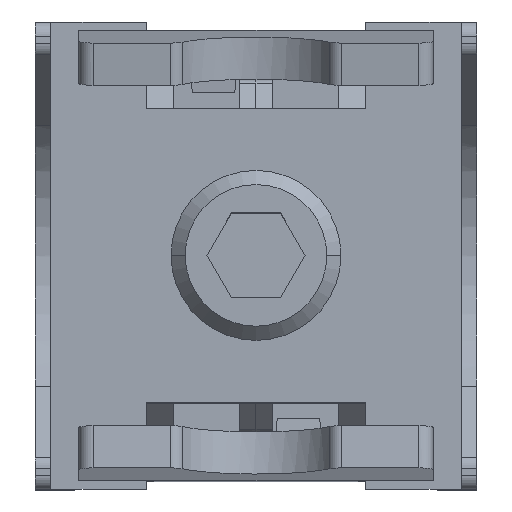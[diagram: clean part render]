
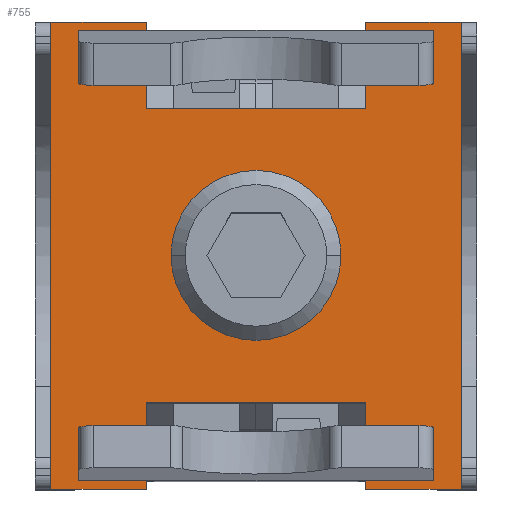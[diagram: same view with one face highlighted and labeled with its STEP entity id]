
A CAD part, top view. The second image highlights one B-rep face of the part: STEP entity #755.
In plain terms, the highlighted planar face has unit normal (0, 0, 1).
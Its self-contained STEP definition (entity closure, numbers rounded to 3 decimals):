
#423=AXIS2_PLACEMENT_3D('Circle Axis2P3D',#421,#422,$) ;
#475=AXIS2_PLACEMENT_3D('Circle Axis2P3D',#473,#474,$) ;
#665=AXIS2_PLACEMENT_3D('Plane Axis2P3D',#662,#663,#664) ;
#418=CARTESIAN_POINT('Vertex',(2.637,-4.827,3.)) ;
#421=CARTESIAN_POINT('Axis2P3D Location',(0.,0.,3.)) ;
#425=CARTESIAN_POINT('Vertex',(-2.637,4.827,3.)) ;
#473=CARTESIAN_POINT('Axis2P3D Location',(0.,0.,3.)) ;
#523=CARTESIAN_POINT('Vertex',(-10.4,-7.75,3.)) ;
#530=CARTESIAN_POINT('Vertex',(-16.5,-7.75,3.)) ;
#533=CARTESIAN_POINT('Line Origine',(-13.45,-7.75,3.)) ;
#550=CARTESIAN_POINT('Line Origine',(-10.4,0.,3.)) ;
#554=CARTESIAN_POINT('Vertex',(-10.4,7.75,3.)) ;
#573=CARTESIAN_POINT('Vertex',(16.5,-7.75,3.)) ;
#580=CARTESIAN_POINT('Vertex',(10.4,-7.75,3.)) ;
#583=CARTESIAN_POINT('Line Origine',(13.45,-7.75,3.)) ;
#604=CARTESIAN_POINT('Vertex',(10.4,7.75,3.)) ;
#607=CARTESIAN_POINT('Line Origine',(10.4,0.,3.)) ;
#624=CARTESIAN_POINT('Line Origine',(13.45,7.75,3.)) ;
#628=CARTESIAN_POINT('Vertex',(16.5,7.75,3.)) ;
#643=CARTESIAN_POINT('Line Origine',(-13.45,7.75,3.)) ;
#647=CARTESIAN_POINT('Vertex',(-16.5,7.75,3.)) ;
#662=CARTESIAN_POINT('Axis2P3D Location',(0.,-7.5,3.)) ;
#667=CARTESIAN_POINT('Line Origine',(16.5,-9.625,3.)) ;
#671=CARTESIAN_POINT('Vertex',(16.5,-11.5,3.)) ;
#674=CARTESIAN_POINT('Line Origine',(16.5,9.625,3.)) ;
#678=CARTESIAN_POINT('Vertex',(16.5,11.5,3.)) ;
#681=CARTESIAN_POINT('Line Origine',(16.5,13.,3.)) ;
#685=CARTESIAN_POINT('Vertex',(16.5,14.5,3.)) ;
#688=CARTESIAN_POINT('Line Origine',(0.,14.5,3.)) ;
#692=CARTESIAN_POINT('Vertex',(-16.5,14.5,3.)) ;
#695=CARTESIAN_POINT('Line Origine',(-16.5,13.,3.)) ;
#699=CARTESIAN_POINT('Vertex',(-16.5,11.5,3.)) ;
#702=CARTESIAN_POINT('Line Origine',(-16.5,9.625,3.)) ;
#707=CARTESIAN_POINT('Line Origine',(-16.5,-9.625,3.)) ;
#711=CARTESIAN_POINT('Vertex',(-16.5,-11.5,3.)) ;
#714=CARTESIAN_POINT('Line Origine',(-16.5,-13.,3.)) ;
#718=CARTESIAN_POINT('Vertex',(-16.5,-14.5,3.)) ;
#721=CARTESIAN_POINT('Line Origine',(0.,-14.5,3.)) ;
#725=CARTESIAN_POINT('Vertex',(16.5,-14.5,3.)) ;
#728=CARTESIAN_POINT('Line Origine',(16.5,-13.,3.)) ;
#422=DIRECTION('Axis2P3D Direction',(0.,0.,1.)) ;
#474=DIRECTION('Axis2P3D Direction',(0.,0.,1.)) ;
#534=DIRECTION('Vector Direction',(1.,0.,0.)) ;
#551=DIRECTION('Vector Direction',(0.,-1.,0.)) ;
#584=DIRECTION('Vector Direction',(1.,0.,0.)) ;
#608=DIRECTION('Vector Direction',(0.,-1.,0.)) ;
#625=DIRECTION('Vector Direction',(1.,0.,0.)) ;
#644=DIRECTION('Vector Direction',(1.,0.,0.)) ;
#663=DIRECTION('Axis2P3D Direction',(0.,0.,1.)) ;
#664=DIRECTION('Axis2P3D XDirection',(1.,0.,0.)) ;
#668=DIRECTION('Vector Direction',(0.,1.,0.)) ;
#675=DIRECTION('Vector Direction',(0.,1.,0.)) ;
#682=DIRECTION('Vector Direction',(0.,1.,0.)) ;
#689=DIRECTION('Vector Direction',(-1.,0.,0.)) ;
#696=DIRECTION('Vector Direction',(0.,-1.,0.)) ;
#703=DIRECTION('Vector Direction',(0.,-1.,0.)) ;
#708=DIRECTION('Vector Direction',(0.,-1.,0.)) ;
#715=DIRECTION('Vector Direction',(0.,-1.,0.)) ;
#722=DIRECTION('Vector Direction',(-1.,0.,0.)) ;
#729=DIRECTION('Vector Direction',(0.,1.,0.)) ;
#535=VECTOR('Line Direction',#534,1.) ;
#552=VECTOR('Line Direction',#551,1.) ;
#585=VECTOR('Line Direction',#584,1.) ;
#609=VECTOR('Line Direction',#608,1.) ;
#626=VECTOR('Line Direction',#625,1.) ;
#645=VECTOR('Line Direction',#644,1.) ;
#669=VECTOR('Line Direction',#668,1.) ;
#676=VECTOR('Line Direction',#675,1.) ;
#683=VECTOR('Line Direction',#682,1.) ;
#690=VECTOR('Line Direction',#689,1.) ;
#697=VECTOR('Line Direction',#696,1.) ;
#704=VECTOR('Line Direction',#703,1.) ;
#709=VECTOR('Line Direction',#708,1.) ;
#716=VECTOR('Line Direction',#715,1.) ;
#723=VECTOR('Line Direction',#722,1.) ;
#730=VECTOR('Line Direction',#729,1.) ;
#734=ORIENTED_EDGE('',*,*,#673,.T.) ;
#735=ORIENTED_EDGE('',*,*,#587,.T.) ;
#736=ORIENTED_EDGE('',*,*,#611,.F.) ;
#737=ORIENTED_EDGE('',*,*,#630,.F.) ;
#738=ORIENTED_EDGE('',*,*,#680,.F.) ;
#739=ORIENTED_EDGE('',*,*,#687,.T.) ;
#740=ORIENTED_EDGE('',*,*,#694,.F.) ;
#741=ORIENTED_EDGE('',*,*,#701,.F.) ;
#742=ORIENTED_EDGE('',*,*,#706,.F.) ;
#743=ORIENTED_EDGE('',*,*,#649,.F.) ;
#744=ORIENTED_EDGE('',*,*,#556,.F.) ;
#745=ORIENTED_EDGE('',*,*,#537,.T.) ;
#746=ORIENTED_EDGE('',*,*,#713,.T.) ;
#747=ORIENTED_EDGE('',*,*,#720,.T.) ;
#748=ORIENTED_EDGE('',*,*,#727,.T.) ;
#749=ORIENTED_EDGE('',*,*,#732,.F.) ;
#752=ORIENTED_EDGE('',*,*,#477,.F.) ;
#753=ORIENTED_EDGE('',*,*,#427,.F.) ;
#754=FACE_BOUND('',#751,.T.) ;
#755=ADVANCED_FACE('Hauptkoerper nicht benutzen',(#750,#754),#666,.T.) ;
#424=CIRCLE('generated circle',#423,5.5) ;
#476=CIRCLE('generated circle',#475,5.5) ;
#427=EDGE_CURVE('',#419,#426,#424,.T.) ;
#477=EDGE_CURVE('',#426,#419,#476,.T.) ;
#537=EDGE_CURVE('',#524,#531,#536,.F.) ;
#556=EDGE_CURVE('',#524,#555,#553,.F.) ;
#587=EDGE_CURVE('',#574,#581,#586,.F.) ;
#611=EDGE_CURVE('',#605,#581,#610,.T.) ;
#630=EDGE_CURVE('',#629,#605,#627,.F.) ;
#649=EDGE_CURVE('',#555,#648,#646,.F.) ;
#673=EDGE_CURVE('',#672,#574,#670,.T.) ;
#680=EDGE_CURVE('',#679,#629,#677,.F.) ;
#687=EDGE_CURVE('',#679,#686,#684,.T.) ;
#694=EDGE_CURVE('',#693,#686,#691,.F.) ;
#701=EDGE_CURVE('',#700,#693,#698,.F.) ;
#706=EDGE_CURVE('',#648,#700,#705,.F.) ;
#713=EDGE_CURVE('',#531,#712,#710,.T.) ;
#720=EDGE_CURVE('',#712,#719,#717,.T.) ;
#727=EDGE_CURVE('',#719,#726,#724,.F.) ;
#732=EDGE_CURVE('',#672,#726,#731,.F.) ;
#733=EDGE_LOOP('',(#734,#735,#736,#737,#738,#739,#740,#741,#742,#743,#744,#745,#746,#747,#748,#749)) ;
#751=EDGE_LOOP('',(#752,#753)) ;
#750=FACE_OUTER_BOUND('',#733,.T.) ;
#536=LINE('Line',#533,#535) ;
#553=LINE('Line',#550,#552) ;
#586=LINE('Line',#583,#585) ;
#610=LINE('Line',#607,#609) ;
#627=LINE('Line',#624,#626) ;
#646=LINE('Line',#643,#645) ;
#670=LINE('Line',#667,#669) ;
#677=LINE('Line',#674,#676) ;
#684=LINE('Line',#681,#683) ;
#691=LINE('Line',#688,#690) ;
#698=LINE('Line',#695,#697) ;
#705=LINE('Line',#702,#704) ;
#710=LINE('Line',#707,#709) ;
#717=LINE('Line',#714,#716) ;
#724=LINE('Line',#721,#723) ;
#731=LINE('Line',#728,#730) ;
#666=PLANE('Plane',#665) ;
#419=VERTEX_POINT('',#418) ;
#426=VERTEX_POINT('',#425) ;
#524=VERTEX_POINT('',#523) ;
#531=VERTEX_POINT('',#530) ;
#555=VERTEX_POINT('',#554) ;
#574=VERTEX_POINT('',#573) ;
#581=VERTEX_POINT('',#580) ;
#605=VERTEX_POINT('',#604) ;
#629=VERTEX_POINT('',#628) ;
#648=VERTEX_POINT('',#647) ;
#672=VERTEX_POINT('',#671) ;
#679=VERTEX_POINT('',#678) ;
#686=VERTEX_POINT('',#685) ;
#693=VERTEX_POINT('',#692) ;
#700=VERTEX_POINT('',#699) ;
#712=VERTEX_POINT('',#711) ;
#719=VERTEX_POINT('',#718) ;
#726=VERTEX_POINT('',#725) ;
